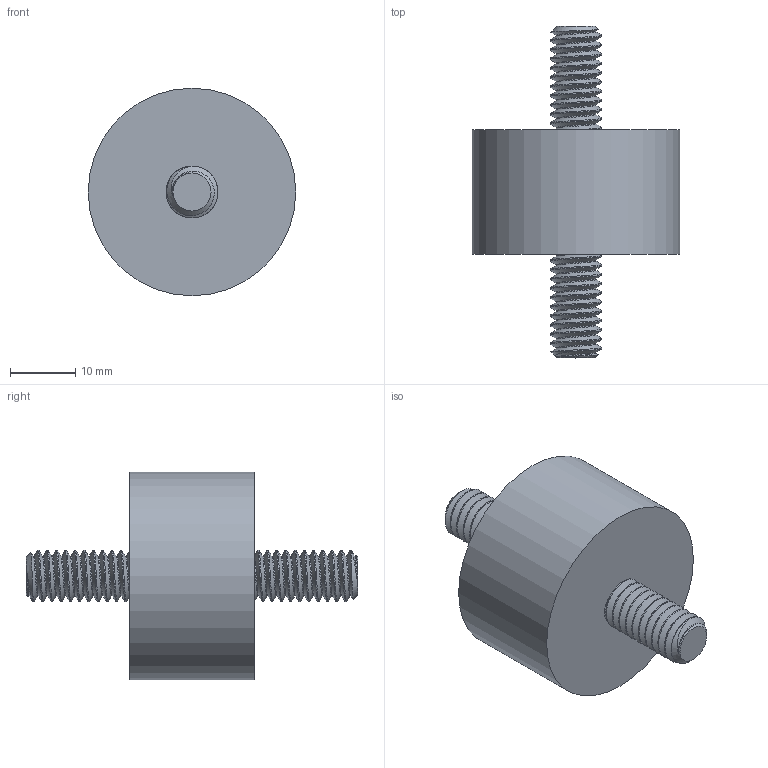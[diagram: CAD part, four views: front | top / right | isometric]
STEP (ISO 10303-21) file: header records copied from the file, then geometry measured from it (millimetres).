
FILE_DESCRIPTION(/* description */ ('STEP AP203'),/* implementation_level */ '2;1');
FILE_NAME(/* name */ '4403K511_EXTREME-TEMP VIBRATION-DAMPING SANDWICH MOUNT_ipt_f95252bc.STEP',/* time_stamp */ '2018-02-13T23:11:09-05:00',/* author */ (''),/* organization */ (''),/* preprocessor_version */ 'ST-DEVELOPER v16.13',/* originating_system */ 'Autodesk Inventor 2018',/* authorisation */ '');
FILE_SCHEMA (('AUTOMOTIVE_DESIGN { 1 0 10303 214 3 1 1 }'));
Length unit declared in the file: inch
Products named in the file (1): 4403K511_EXTREME-TEMP VIBRATION-DAMPING SANDWICH MOUNT
Bounding box: 31.75 x 50.8 x 31.75 mm (x, y, z)
Volume: 16289 mm3; surface area: 4655.9 mm2
Topology: 1 solids, 1 shells, 15 faces, 33 edges, 22 vertices
Faces by surface type: cylinder 5, plane 4, bspline 4, cone 2
Full cylindrical faces by diameter (mm): 31.75 x1
Entity records: 4211 total; most frequent: CARTESIAN_POINT 3900, ORIENTED_EDGE 56, DIRECTION 48, EDGE_CURVE 28, AXIS2_PLACEMENT_3D 24, EDGE_LOOP 20, VERTEX_POINT 20, FACE_OUTER_BOUND 15
